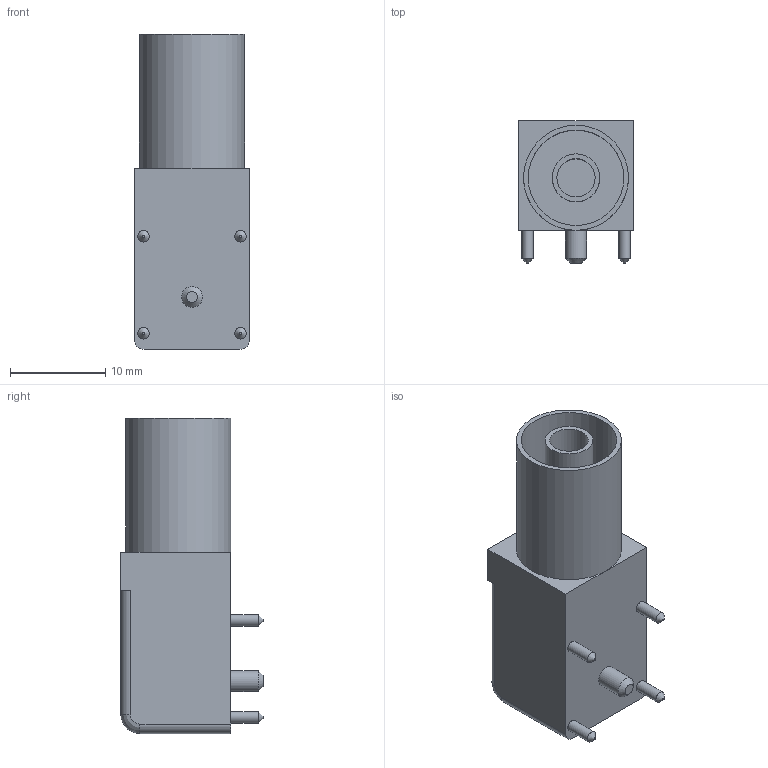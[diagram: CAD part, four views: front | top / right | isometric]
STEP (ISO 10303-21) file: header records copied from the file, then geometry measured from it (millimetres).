
FILE_DESCRIPTION(/* description */ (''),/* implementation_level */ '2;1');
FILE_NAME(/* name */ 'Cliff 4mm panel socket black.stp',/* time_stamp */ '2015-05-01T23:25:34+02:00',/* author */ (''),/* organization */ (''),/* preprocessor_version */ 'ST-DEVELOPER v16',/* originating_system */ 'Autodesk Translator Framework v4.0.0.4510',/* authorisation */ '');
FILE_SCHEMA (('AUTOMOTIVE_DESIGN { 1 0 10303 214 3 1 1 }'));
Length unit declared in the file: centimetre
Products named in the file (1): Cliff 4mm panel socket S16N-PC black v4 v1
Bounding box: 12 x 14.9 x 33 mm (x, y, z)
Volume: 2612.1 mm3; surface area: 2823.5 mm2
Topology: 6 solids, 6 shells, 43 faces, 74 edges, 46 vertices
Faces by surface type: plane 22, cylinder 14, cone 5, bspline 2
Full cylindrical faces by diameter (mm): 1.2 x4, 2.2 x1, 4 x1, 5 x1, 10 x1, 11 x1
Entity records: 985 total; most frequent: DIRECTION 178, CARTESIAN_POINT 164, ORIENTED_EDGE 118, AXIS2_PLACEMENT_3D 77, EDGE_LOOP 60, EDGE_CURVE 59, VERTEX_POINT 45, FACE_OUTER_BOUND 43
